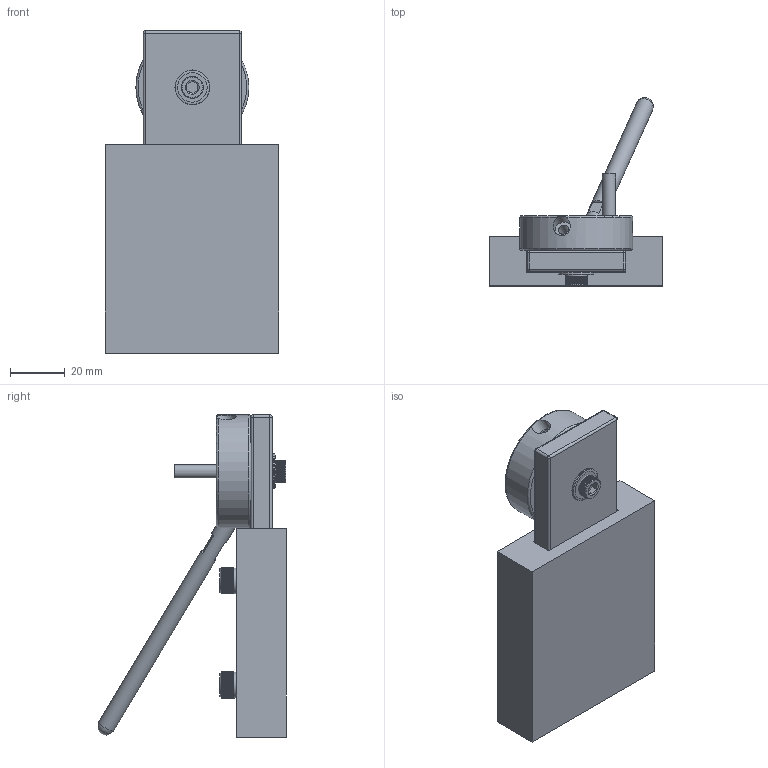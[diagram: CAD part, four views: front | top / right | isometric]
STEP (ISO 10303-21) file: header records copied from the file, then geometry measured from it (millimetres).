
FILE_DESCRIPTION(/* description */ (''),/* implementation_level */ '2;1');
FILE_NAME(/* name */ 'ball-turner-final v16.step',/* time_stamp */ '2023-08-02T12:58:25-07:00',/* author */ (''),/* organization */ (''),/* preprocessor_version */ 'ST-DEVELOPER v20',/* originating_system */ 'Autodesk Translation Framework v12.9.0.99',/* authorisation */ '');
FILE_SCHEMA (('AUTOMOTIVE_DESIGN { 1 0 10303 214 3 1 1 }'));
Length unit declared in the file: inch
Products named in the file (12): ball-turner-final; Tee assy; tee body; SHCS 1/4-28 x 9/16; puck assy; puck body; set screw 1/4-28 x 3/16; cutter; handle; SHCS 10-24 x 3/8; #30539; compound
Assembly tree (14 placements, depth 3):
  ball-turner-final
    Tee assy
      tee body
      SHCS 1/4-28 x 9/16  x4
    puck assy
      puck body
      set screw 1/4-28 x 3/16
      cutter
      handle
      SHCS 10-24 x 3/8
      #30539
    compound
Bounding box: 63.5 x 68.9 x 117.73 mm (x, y, z)
Volume: 120028.3 mm3; surface area: 41678.9 mm2
Topology: 12 solids, 12 shells, 2723 faces, 6197 edges, 4093 vertices
Faces by surface type: plane 2444, cone 153, cylinder 101, sphere 13, torus 12
Full cylindrical faces by diameter (mm): 3.823 x3, 4.735 x1, 4.775 x1, 4.788 x1, 4.826 x1, 5.156 x1, 5.474 x5, 6.35 x6, 6.375 x2, 7.938 x1, 9.525 x5, 9.55 x1, 12.7 x1, 41.275 x1
Entity records: 30540 total; most frequent: CARTESIAN_POINT 5363, DIRECTION 5303, ORIENTED_EDGE 4908, EDGE_CURVE 2454, AXIS2_PLACEMENT_3D 1801, LINE 1701, VECTOR 1701, VERTEX_POINT 1615
